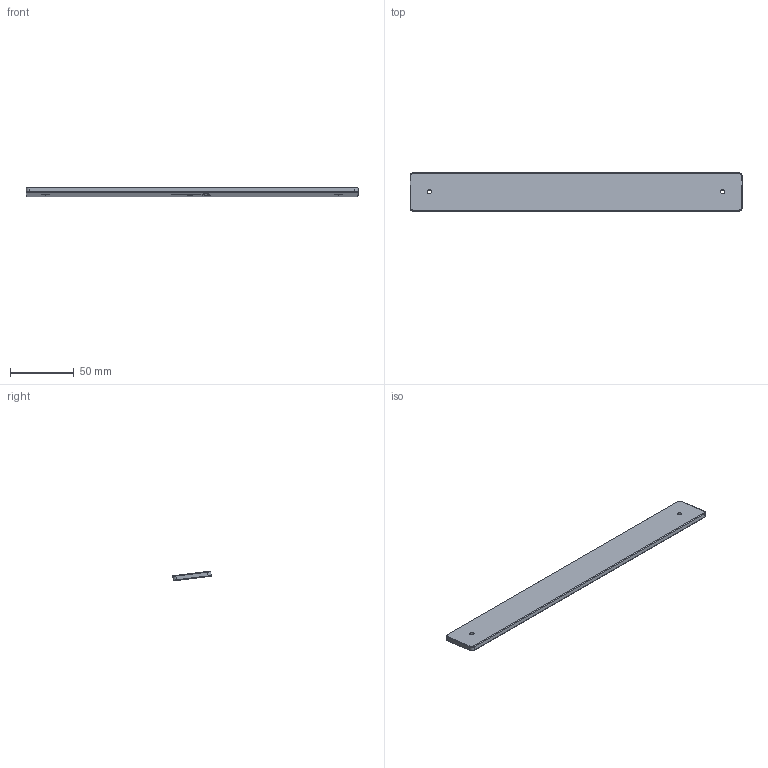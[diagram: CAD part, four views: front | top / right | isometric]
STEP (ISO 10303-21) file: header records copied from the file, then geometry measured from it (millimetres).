
FILE_DESCRIPTION(/* description */ ('','CAx-IF Rec.Pracs.---Representation and Presentation of Product Manufacturing Information (PMI)---4.0---2014-10-13'),/* implementation_level */ '2;1');
FILE_NAME(/* name */ 'ijoken-weight.step',/* time_stamp */ '2025-01-10T03:48:30+09:00',/* author */ (''),/* organization */ (''),/* preprocessor_version */ 'ST-DEVELOPER v20',/* originating_system */ 'Autodesk Translation Framework v13.20.0.188',/* authorisation */ '');
FILE_SCHEMA (('AP242_MANAGED_MODEL_BASED_3D_ENGINEERING_MIM_LF { 1 0 10303 442 1 1 4 }'));
Length unit declared in the file: millimetre
Products named in the file (2): Untitled; Component6
Assembly tree (1 placements, depth 2):
  Untitled
    Component6
Bounding box: 260.65 x 30.15 x 7.46 mm (x, y, z)
Volume: 31023.4 mm3; surface area: 17833.5 mm2
Topology: 1 solids, 1 shells, 222 faces, 621 edges, 408 vertices
Faces by surface type: bspline 174, plane 24, cylinder 14, torus 8, cone 2
Full cylindrical faces by diameter (mm): 3.4 x2
Entity records: 7415 total; most frequent: CARTESIAN_POINT 2822, ORIENTED_EDGE 1242, EDGE_CURVE 621, DIRECTION 412, VERTEX_POINT 408, B_SPLINE_CURVE_WITH_KNOTS 349, LINE 234, VECTOR 234
